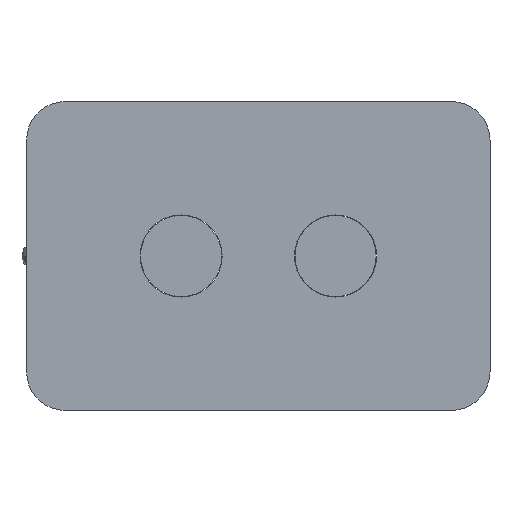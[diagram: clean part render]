
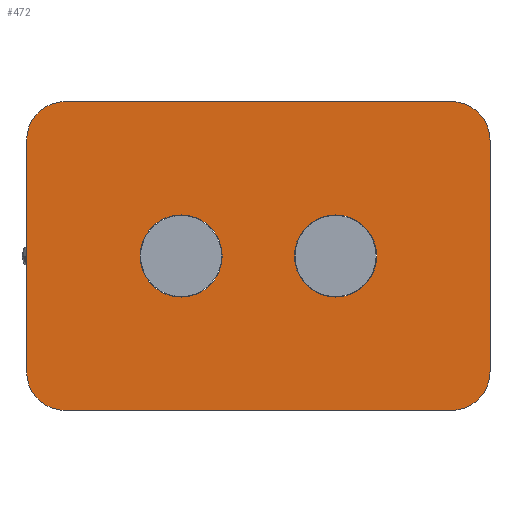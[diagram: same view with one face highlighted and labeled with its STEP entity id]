
A CAD part, left-side view. The second image highlights one B-rep face of the part: STEP entity #472.
In plain terms, the highlighted planar face has unit normal (-1, 0, 0).
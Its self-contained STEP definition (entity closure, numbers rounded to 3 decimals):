
#1=CARTESIAN_POINT('',(0.,-100.,60.));
#2=DIRECTION('',(-1.,0.,0.));
#3=DIRECTION('',(0.,-1.,0.));
#4=AXIS2_PLACEMENT_3D('',#1,#2,#3);
#6=DIRECTION('',(0.,0.,-1.));
#7=VECTOR('',#6,120.);
#8=CARTESIAN_POINT('',(0.,-120.,60.));
#9=LINE('',#8,#7);
#10=CARTESIAN_POINT('',(0.,-100.,-60.));
#11=DIRECTION('',(-1.,0.,0.));
#12=DIRECTION('',(0.,0.,-1.));
#13=AXIS2_PLACEMENT_3D('',#10,#11,#12);
#15=DIRECTION('',(0.,1.,0.));
#16=VECTOR('',#15,200.);
#17=CARTESIAN_POINT('',(0.,-100.,-80.));
#18=LINE('',#17,#16);
#19=CARTESIAN_POINT('',(0.,100.,-60.));
#20=DIRECTION('',(-1.,0.,0.));
#21=DIRECTION('',(0.,1.,0.));
#22=AXIS2_PLACEMENT_3D('',#19,#20,#21);
#24=DIRECTION('',(0.,0.,1.));
#25=VECTOR('',#24,120.);
#26=CARTESIAN_POINT('',(0.,120.,-60.));
#27=LINE('',#26,#25);
#28=CARTESIAN_POINT('',(0.,100.,60.));
#29=DIRECTION('',(-1.,0.,0.));
#30=DIRECTION('',(0.,0.,1.));
#31=AXIS2_PLACEMENT_3D('',#28,#29,#30);
#33=DIRECTION('',(0.,-1.,0.));
#34=VECTOR('',#33,200.);
#35=CARTESIAN_POINT('',(0.,100.,80.));
#36=LINE('',#35,#34);
#37=CARTESIAN_POINT('',(0.,40.,0.));
#38=DIRECTION('',(1.,0.,0.));
#39=DIRECTION('',(0.,0.,-1.));
#40=AXIS2_PLACEMENT_3D('',#37,#38,#39);
#42=CARTESIAN_POINT('',(0.,40.,0.));
#43=DIRECTION('',(1.,0.,0.));
#44=DIRECTION('',(0.,0.,1.));
#45=AXIS2_PLACEMENT_3D('',#42,#43,#44);
#47=CARTESIAN_POINT('',(0.,-40.,0.));
#48=DIRECTION('',(1.,0.,0.));
#49=DIRECTION('',(0.,0.,-1.));
#50=AXIS2_PLACEMENT_3D('',#47,#48,#49);
#52=CARTESIAN_POINT('',(0.,-40.,0.));
#53=DIRECTION('',(1.,0.,0.));
#54=DIRECTION('',(0.,0.,1.));
#55=AXIS2_PLACEMENT_3D('',#52,#53,#54);
#341=CARTESIAN_POINT('',(0.,120.,-60.));
#342=CARTESIAN_POINT('',(0.,100.,-80.));
#343=VERTEX_POINT('',#341);
#344=VERTEX_POINT('',#342);
#349=CARTESIAN_POINT('',(0.,100.,80.));
#350=CARTESIAN_POINT('',(0.,120.,60.));
#351=VERTEX_POINT('',#349);
#352=VERTEX_POINT('',#350);
#357=CARTESIAN_POINT('',(0.,-120.,60.));
#358=CARTESIAN_POINT('',(0.,-100.,80.));
#359=VERTEX_POINT('',#357);
#360=VERTEX_POINT('',#358);
#365=CARTESIAN_POINT('',(0.,-100.,-80.));
#366=CARTESIAN_POINT('',(0.,-120.,-60.));
#367=VERTEX_POINT('',#365);
#368=VERTEX_POINT('',#366);
#421=CARTESIAN_POINT('',(0.,40.,-21.25));
#422=CARTESIAN_POINT('',(0.,40.,21.25));
#423=VERTEX_POINT('',#421);
#424=VERTEX_POINT('',#422);
#425=CARTESIAN_POINT('',(0.,-40.,-21.25));
#426=CARTESIAN_POINT('',(0.,-40.,21.25));
#427=VERTEX_POINT('',#425);
#428=VERTEX_POINT('',#426);
#437=CARTESIAN_POINT('',(0.,0.,0.));
#438=DIRECTION('',(1.,0.,0.));
#439=DIRECTION('',(0.,0.,-1.));
#440=AXIS2_PLACEMENT_3D('',#437,#438,#439);
#441=PLANE('',#440);
#443=ORIENTED_EDGE('',*,*,#442,.F.);
#445=ORIENTED_EDGE('',*,*,#444,.T.);
#447=ORIENTED_EDGE('',*,*,#446,.F.);
#449=ORIENTED_EDGE('',*,*,#448,.T.);
#451=ORIENTED_EDGE('',*,*,#450,.F.);
#453=ORIENTED_EDGE('',*,*,#452,.T.);
#455=ORIENTED_EDGE('',*,*,#454,.F.);
#457=ORIENTED_EDGE('',*,*,#456,.T.);
#458=EDGE_LOOP('',(#443,#445,#447,#449,#451,#453,#455,#457));
#459=FACE_OUTER_BOUND('',#458,.F.);
#461=ORIENTED_EDGE('',*,*,#460,.F.);
#463=ORIENTED_EDGE('',*,*,#462,.F.);
#464=EDGE_LOOP('',(#461,#463));
#465=FACE_BOUND('',#464,.F.);
#467=ORIENTED_EDGE('',*,*,#466,.F.);
#469=ORIENTED_EDGE('',*,*,#468,.F.);
#470=EDGE_LOOP('',(#467,#469));
#471=FACE_BOUND('',#470,.F.);
#472=ADVANCED_FACE('',(#459,#465,#471),#441,.F.);
#5=CIRCLE('',#4,20.);
#14=CIRCLE('',#13,20.);
#23=CIRCLE('',#22,20.);
#32=CIRCLE('',#31,20.);
#41=CIRCLE('',#40,21.25);
#46=CIRCLE('',#45,21.25);
#51=CIRCLE('',#50,21.25);
#56=CIRCLE('',#55,21.25);
#442=EDGE_CURVE('',#359,#360,#5,.T.);
#444=EDGE_CURVE('',#359,#368,#9,.T.);
#446=EDGE_CURVE('',#367,#368,#14,.T.);
#448=EDGE_CURVE('',#367,#344,#18,.T.);
#450=EDGE_CURVE('',#343,#344,#23,.T.);
#452=EDGE_CURVE('',#343,#352,#27,.T.);
#454=EDGE_CURVE('',#351,#352,#32,.T.);
#456=EDGE_CURVE('',#351,#360,#36,.T.);
#460=EDGE_CURVE('',#423,#424,#41,.T.);
#462=EDGE_CURVE('',#424,#423,#46,.T.);
#466=EDGE_CURVE('',#427,#428,#51,.T.);
#468=EDGE_CURVE('',#428,#427,#56,.T.);
